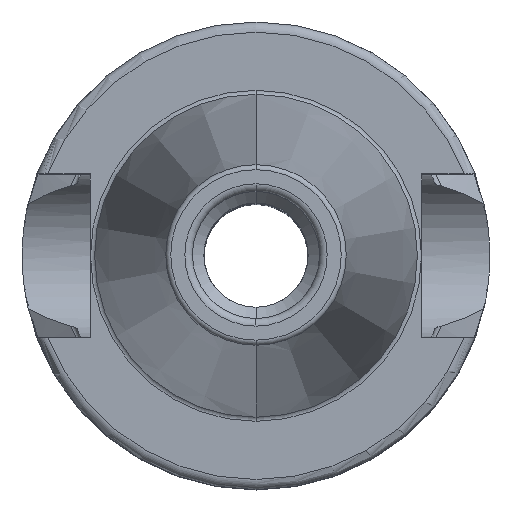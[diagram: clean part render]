
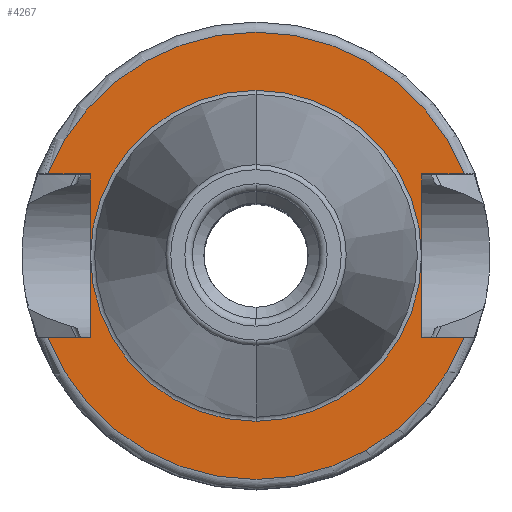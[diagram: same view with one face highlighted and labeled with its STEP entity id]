
A CAD part, top view. The second image highlights one B-rep face of the part: STEP entity #4267.
In plain terms, the highlighted planar face has unit normal (0, 0, 1).
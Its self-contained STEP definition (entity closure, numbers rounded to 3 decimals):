
#1482=DIRECTION('',(1,0,0));
#1483=VECTOR('',#1482,4.174);
#1484=CARTESIAN_POINT('',(-20.474,-8.05,20));
#1485=LINE('',#1484,#1483);
#1486=DIRECTION('',(0,1,0));
#1487=VECTOR('',#1486,16.1);
#1488=CARTESIAN_POINT('',(-16.3,-8.05,20));
#1489=LINE('',#1488,#1487);
#1490=DIRECTION('',(1,0,0));
#1491=VECTOR('',#1490,4.174);
#1492=CARTESIAN_POINT('',(-20.474,8.05,20));
#1493=LINE('',#1492,#1491);
#1494=DIRECTION('',(-1,0,0));
#1495=VECTOR('',#1494,4.174);
#1496=CARTESIAN_POINT('',(20.474,8.05,20));
#1497=LINE('',#1496,#1495);
#1498=DIRECTION('',(0,-1,0));
#1499=VECTOR('',#1498,16.1);
#1500=CARTESIAN_POINT('',(16.3,8.05,20));
#1501=LINE('',#1500,#1499);
#1502=DIRECTION('',(-1,0,0));
#1503=VECTOR('',#1502,4.174);
#1504=CARTESIAN_POINT('',(20.474,-8.05,20));
#1505=LINE('',#1504,#1503);
#1516=CARTESIAN_POINT('',(0,0,20));
#1517=DIRECTION('',(0,0,1));
#1518=DIRECTION('',(0,1,0));
#1519=AXIS2_PLACEMENT_3D('',#1516,#1517,#1518);
#1521=CARTESIAN_POINT('',(0,0,20));
#1522=DIRECTION('',(0,0,-1));
#1523=DIRECTION('',(0,1,0));
#1524=AXIS2_PLACEMENT_3D('',#1521,#1522,#1523);
#1761=CARTESIAN_POINT('',(0,0,20));
#1762=DIRECTION('',(0,0,1));
#1763=DIRECTION('',(-0.931,-0.366,0));
#1764=AXIS2_PLACEMENT_3D('',#1761,#1762,#1763);
#1778=CARTESIAN_POINT('',(0,0,20));
#1779=DIRECTION('',(0,0,1));
#1780=DIRECTION('',(0.931,0.366,0));
#1781=AXIS2_PLACEMENT_3D('',#1778,#1779,#1780);
#2210=CARTESIAN_POINT('',(-20.474,-8.05,20));
#2211=CARTESIAN_POINT('',(-16.3,-8.05,20));
#2212=VERTEX_POINT('',#2210);
#2213=VERTEX_POINT('',#2211);
#2214=CARTESIAN_POINT('',(-16.3,8.05,20));
#2215=VERTEX_POINT('',#2214);
#2216=CARTESIAN_POINT('',(-20.474,8.05,20));
#2217=VERTEX_POINT('',#2216);
#2218=CARTESIAN_POINT('',(16.3,8.05,20));
#2219=CARTESIAN_POINT('',(16.3,-8.05,20));
#2220=VERTEX_POINT('',#2218);
#2221=VERTEX_POINT('',#2219);
#2222=CARTESIAN_POINT('',(20.474,-8.05,20));
#2223=VERTEX_POINT('',#2222);
#2224=CARTESIAN_POINT('',(20.474,8.05,20));
#2225=VERTEX_POINT('',#2224);
#2268=CARTESIAN_POINT('',(0,16.275,20));
#2270=VERTEX_POINT('',#2268);
#2274=CARTESIAN_POINT('',(0,-16.275,20));
#2276=VERTEX_POINT('',#2274);
#4244=CARTESIAN_POINT('',(0,0,20));
#4245=DIRECTION('',(0,0,-1));
#4246=DIRECTION('',(0,-1,0));
#4247=AXIS2_PLACEMENT_3D('',#4244,#4245,#4246);
#4248=PLANE('',#4247);
#4249=ORIENTED_EDGE('',*,*,#4235,.T.);
#4250=ORIENTED_EDGE('',*,*,#4060,.T.);
#4251=ORIENTED_EDGE('',*,*,#4079,.F.);
#4253=ORIENTED_EDGE('',*,*,#4252,.F.);
#4254=ORIENTED_EDGE('',*,*,#4160,.T.);
#4255=ORIENTED_EDGE('',*,*,#4178,.T.);
#4256=ORIENTED_EDGE('',*,*,#4195,.F.);
#4258=ORIENTED_EDGE('',*,*,#4257,.F.);
#4259=EDGE_LOOP('',(#4249,#4250,#4251,#4253,#4254,#4255,#4256,#4258));
#4260=FACE_OUTER_BOUND('',#4259,.F.);
#4262=ORIENTED_EDGE('',*,*,#4261,.T.);
#4264=ORIENTED_EDGE('',*,*,#4263,.F.);
#4265=EDGE_LOOP('',(#4262,#4264));
#4266=FACE_BOUND('',#4265,.F.);
#4267=ADVANCED_FACE('',(#4260,#4266),#4248,.F.);
#1520=CIRCLE('',#1519,16.275);
#1525=CIRCLE('',#1524,16.275);
#1765=CIRCLE('',#1764,22);
#1782=CIRCLE('',#1781,22);
#4060=EDGE_CURVE('',#2213,#2215,#1489,.T.);
#4079=EDGE_CURVE('',#2217,#2215,#1493,.T.);
#4160=EDGE_CURVE('',#2225,#2220,#1497,.T.);
#4178=EDGE_CURVE('',#2220,#2221,#1501,.T.);
#4195=EDGE_CURVE('',#2223,#2221,#1505,.T.);
#4235=EDGE_CURVE('',#2212,#2213,#1485,.T.);
#4252=EDGE_CURVE('',#2225,#2217,#1782,.T.);
#4257=EDGE_CURVE('',#2212,#2223,#1765,.T.);
#4261=EDGE_CURVE('',#2270,#2276,#1520,.T.);
#4263=EDGE_CURVE('',#2270,#2276,#1525,.T.);
